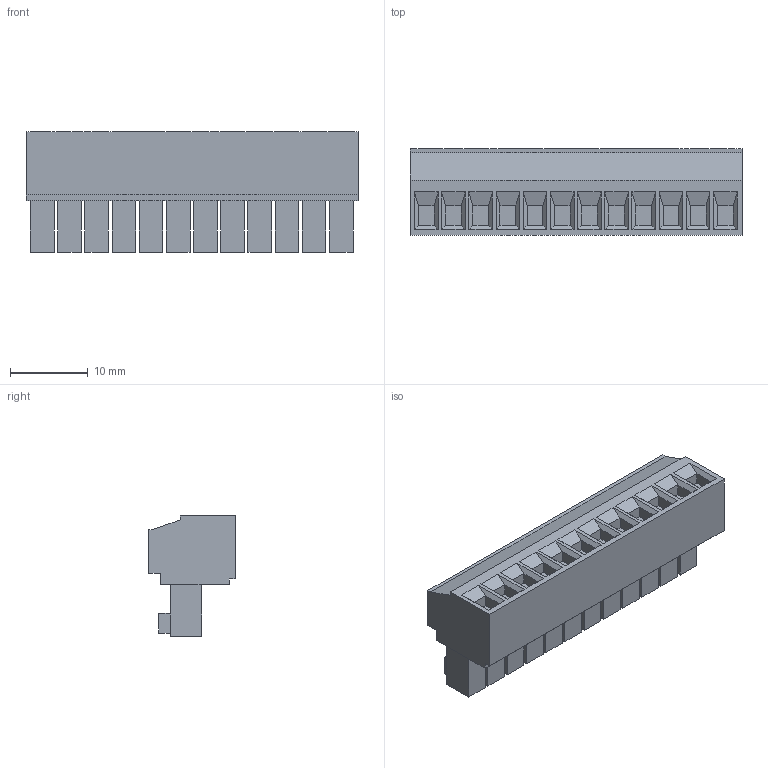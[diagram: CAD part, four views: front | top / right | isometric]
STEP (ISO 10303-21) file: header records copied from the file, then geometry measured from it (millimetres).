
FILE_DESCRIPTION((''),'2;1');
FILE_NAME('395000012','2015-01-12T',('me'),(''),'PRO/ENGINEER BY PARAMETRIC TECHNOLOGY CORPORATION, 2011490','PRO/ENGINEER BY PARAMETRIC TECHNOLOGY CORPORATION, 2011490','');
FILE_SCHEMA(('CONFIG_CONTROL_DESIGN'));
Length unit declared in the file: inch
Products named in the file (1): 395000012
Bounding box: 42.8 x 11.18 x 15.49 mm (x, y, z)
Volume: 4585.3 mm3; surface area: 3753.3 mm2
Topology: 1 solids, 1 shells, 533 faces, 1269 edges, 846 vertices
Faces by surface type: plane 401, cylinder 108, cone 24
Entity records: 15184 total; most frequent: DIRECTION 2601, CARTESIAN_POINT 2601, ORIENTED_EDGE 2490, EDGE_CURVE 1245, VECTOR 1005, LINE 1005, AXIS2_PLACEMENT_3D 798, VERTEX_POINT 798
